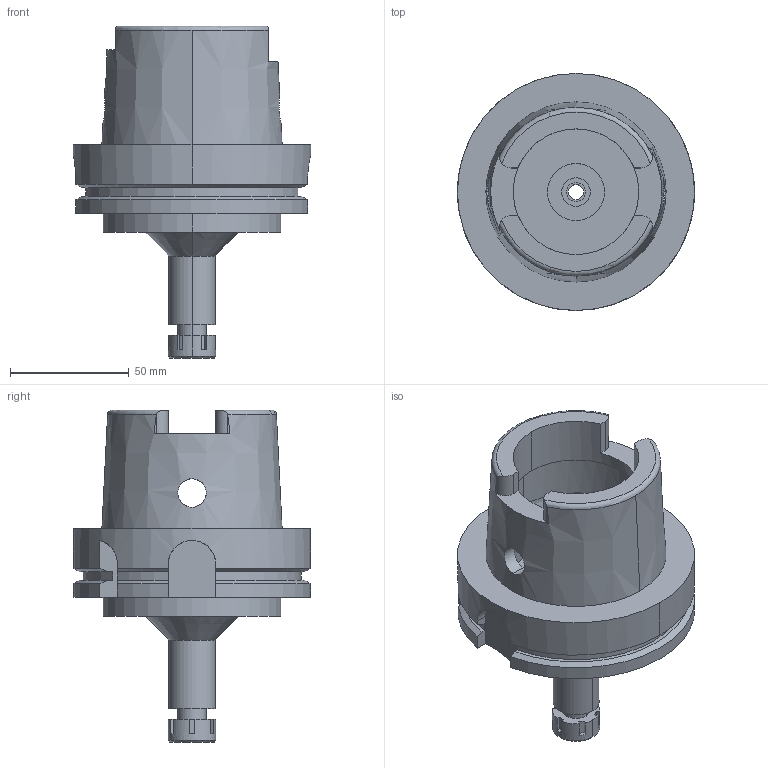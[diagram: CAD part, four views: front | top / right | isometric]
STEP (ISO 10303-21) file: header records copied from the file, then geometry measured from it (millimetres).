
FILE_DESCRIPTION (( 'STEP AP203' ), '1' );
FILE_NAME ('HSK-A100-NBS6-90.stp', '2019-09-13T16:20:15', ( '' ), ( '' ), 'SwSTEP 2.0', 'SolidWorks 2019', '' );
FILE_SCHEMA (( 'CONFIG_CONTROL_DESIGN' ));
Length unit declared in the file: millimetre
Products named in the file (7): HSK-A100-NBS6-90.stp; NBN6_1.stp; HSK-A100-NBS6-90; DXF_TEMP_ASSY_ASM_4_ASM.stp; HA100NB06090-060_ASM.stp; HSK-A100-NBS6-90_1.stp; HSK-A100-NBS6-90-FreeParts
Assembly tree (5 placements, depth 5):
  HSK-A100-NBS6-90
    HSK-A100-NBS6-90.stp
      HA100NB06090-060_ASM.stp
        DXF_TEMP_ASSY_ASM_4_ASM.stp
          HSK-A100-NBS6-90_1.stp
          NBN6_1.stp
  HSK-A100-NBS6-90-FreeParts
Bounding box: 100 x 100 x 140 mm (x, y, z)
Volume: 305152.5 mm3; surface area: 57178 mm2
Topology: 2 solids, 2 shells, 141 faces, 367 edges, 240 vertices
Faces by surface type: plane 67, cylinder 52, cone 18, torus 4
Entity records: 6204 total; most frequent: CARTESIAN_POINT 1960, DIRECTION 772, ORIENTED_EDGE 734, EDGE_CURVE 367, AXIS2_PLACEMENT_3D 294, VERTEX_POINT 240, VECTOR 184, LINE 184
